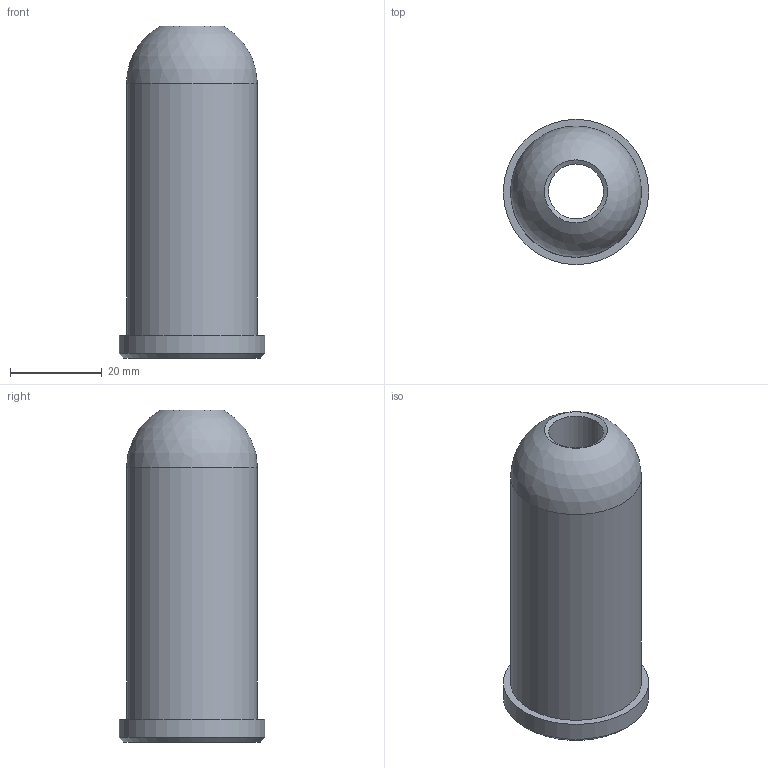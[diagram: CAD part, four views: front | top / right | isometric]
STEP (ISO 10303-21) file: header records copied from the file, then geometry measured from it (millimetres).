
FILE_DESCRIPTION(/* description */ (''),/* implementation_level */ '2;1');
FILE_NAME(/* name */ '14e33a1f-fffa-4e88-8e69-666ac1ead6c9.stp',/* time_stamp */ '2018-05-07T12:05:27-04:00',/* author */ ('jmiddendorf'),/* organization */ (''),/* preprocessor_version */ 'ST-DEVELOPER v17',/* originating_system */ 'Autodesk Translation Framework v7.1.0.215',/* authorisation */ '');
FILE_SCHEMA (('AUTOMOTIVE_DESIGN { 1 0 10303 214 3 1 1 }'));
Length unit declared in the file: millimetre
Products named in the file (1): Joiner1.25_1
Bounding box: 31.75 x 31.75 x 72.53 mm (x, y, z)
Volume: 12724.8 mm3; surface area: 12599.4 mm2
Topology: 1 solids, 1 shells, 11 faces, 24 edges, 16 vertices
Faces by surface type: cylinder 4, cone 3, plane 3, sphere 1
Full cylindrical faces by diameter (mm): 12 x1, 25.6 x1, 28.6 x1, 31.75 x1
Entity records: 352 total; most frequent: DIRECTION 65, CARTESIAN_POINT 52, ORIENTED_EDGE 48, AXIS2_PLACEMENT_3D 29, EDGE_CURVE 24, CIRCLE 17, VERTEX_POINT 16, EDGE_LOOP 14
